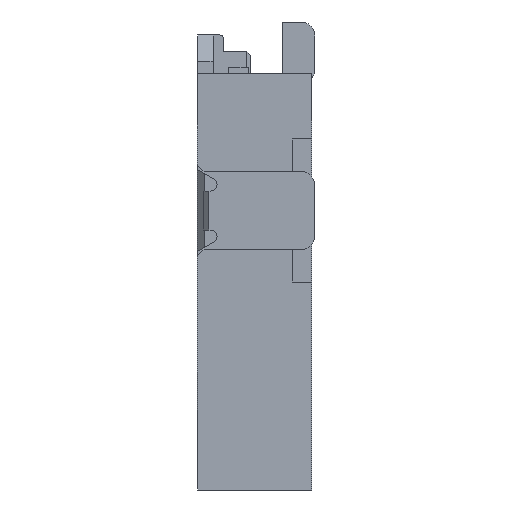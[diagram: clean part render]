
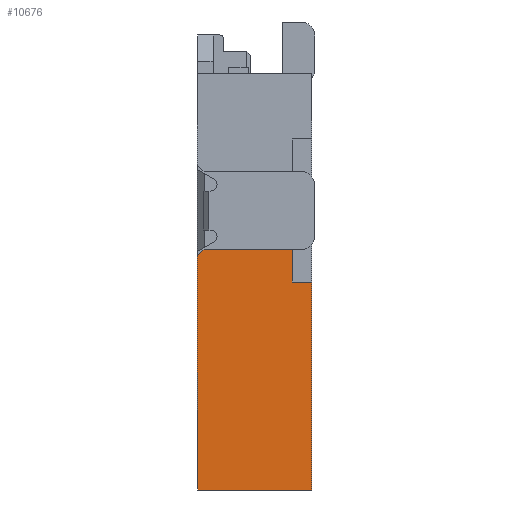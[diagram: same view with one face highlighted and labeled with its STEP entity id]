
A CAD part, left-side view. The second image highlights one B-rep face of the part: STEP entity #10676.
In plain terms, the highlighted planar face has unit normal (-1, 0, 0).
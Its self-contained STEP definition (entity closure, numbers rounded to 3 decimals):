
#182=DIRECTION('',(0.,-0.707,0.707));
#183=VECTOR('',#182,0.071);
#184=CARTESIAN_POINT('',(-2.,0.88,1.8));
#185=LINE('6114',#184,#183);
#318=DIRECTION('',(0.,0.,-1.));
#319=VECTOR('',#318,1.8);
#320=CARTESIAN_POINT('',(-2.,0.88,1.8));
#321=LINE('6160',#320,#319);
#1324=DIRECTION('',(0.,0.,1.));
#1325=VECTOR('',#1324,1.6);
#1326=CARTESIAN_POINT('',(-2.,0.,0.));
#1327=LINE('6198',#1326,#1325);
#1340=DIRECTION('',(0.,1.,0.));
#1341=VECTOR('',#1340,0.15);
#1342=CARTESIAN_POINT('',(-2.,0.,1.6));
#1343=LINE('6117',#1342,#1341);
#1356=DIRECTION('',(0.,0.,1.));
#1357=VECTOR('',#1356,0.25);
#1358=CARTESIAN_POINT('',(-2.,0.15,1.6));
#1359=LINE('6116',#1358,#1357);
#1430=DIRECTION('',(0.,1.,0.));
#1431=VECTOR('',#1430,0.68);
#1432=CARTESIAN_POINT('',(-2.,0.15,1.85));
#1433=LINE('6115',#1432,#1431);
#2733=DIRECTION('',(0.,-1.,0.));
#2734=VECTOR('',#2733,0.88);
#2735=CARTESIAN_POINT('',(-2.,0.88,0.));
#2736=LINE('6616',#2735,#2734);
#8186=CARTESIAN_POINT('',(-2.,0.88,1.8));
#8187=CARTESIAN_POINT('',(-2.,0.83,1.85));
#8188=VERTEX_POINT('',#8186);
#8189=VERTEX_POINT('',#8187);
#8190=CARTESIAN_POINT('',(-2.,0.15,1.85));
#8191=VERTEX_POINT('',#8190);
#8192=CARTESIAN_POINT('',(-2.,0.15,1.6));
#8193=VERTEX_POINT('',#8192);
#8194=CARTESIAN_POINT('',(-2.,0.,1.6));
#8195=VERTEX_POINT('',#8194);
#8286=CARTESIAN_POINT('',(-2.,0.88,0.));
#8287=VERTEX_POINT('',#8286);
#8354=CARTESIAN_POINT('',(-2.,0.,0.));
#8356=VERTEX_POINT('',#8354);
#10655=CARTESIAN_POINT('',(-2.,0.44,0.925));
#10656=DIRECTION('',(1.,0.,0.));
#10657=DIRECTION('',(0.,0.,-1.));
#10658=AXIS2_PLACEMENT_3D('',#10655,#10656,#10657);
#10659=PLANE('7932',#10658);
#10661=ORIENTED_EDGE('6114',*,*,#10660,.T.);
#10663=ORIENTED_EDGE('6115',*,*,#10662,.F.);
#10665=ORIENTED_EDGE('6116',*,*,#10664,.F.);
#10667=ORIENTED_EDGE('6117',*,*,#10666,.F.);
#10669=ORIENTED_EDGE('6198',*,*,#10668,.F.);
#10671=ORIENTED_EDGE('6616',*,*,#10670,.F.);
#10673=ORIENTED_EDGE('6160',*,*,#10672,.F.);
#10674=EDGE_LOOP('7932',(#10661,#10663,#10665,#10667,#10669,#10671,#10673));
#10675=FACE_OUTER_BOUND('7932',#10674,.F.);
#10660=EDGE_CURVE('6114',#8188,#8189,#185,.T.);
#10662=EDGE_CURVE('6115',#8191,#8189,#1433,.T.);
#10664=EDGE_CURVE('6116',#8193,#8191,#1359,.T.);
#10666=EDGE_CURVE('6117',#8195,#8193,#1343,.T.);
#10668=EDGE_CURVE('6198',#8356,#8195,#1327,.T.);
#10670=EDGE_CURVE('6616',#8287,#8356,#2736,.T.);
#10672=EDGE_CURVE('6160',#8188,#8287,#321,.T.);
#10676=ADVANCED_FACE('7932',(#10675),#10659,.F.);
